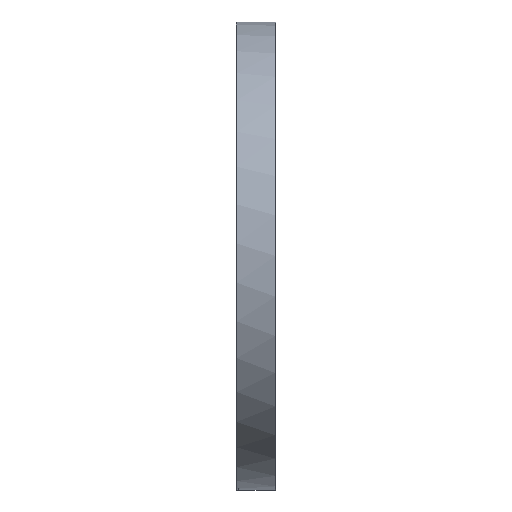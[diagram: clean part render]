
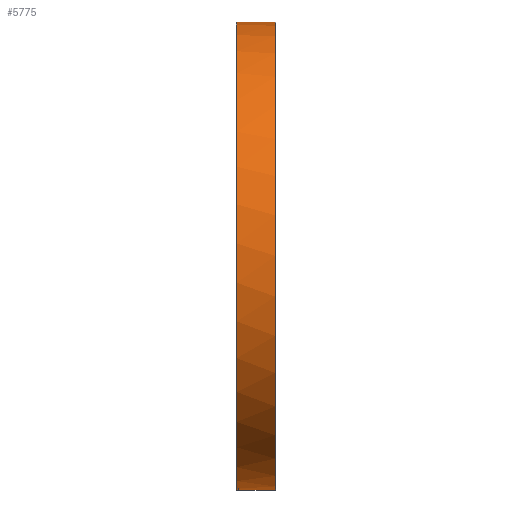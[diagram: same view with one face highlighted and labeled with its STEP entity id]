
A CAD part, left-side view. The second image highlights one B-rep face of the part: STEP entity #5775.
In plain terms, the highlighted cylindrical face has radius 153 mm (diameter 306 mm), a partial arc.
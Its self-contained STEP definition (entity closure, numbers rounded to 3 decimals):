
#177 = DIRECTION ( 'NONE',  ( 0., 0., -1. ) ) ;
#226 = FACE_OUTER_BOUND ( 'NONE', #5242, .T. ) ;
#238 = AXIS2_PLACEMENT_3D ( 'NONE', #2185, #2167, #2159 ) ;
#369 = ORIENTED_EDGE ( 'NONE', *, *, #1400, .T. ) ;
#808 = CARTESIAN_POINT ( 'NONE',  ( 0., 0.4, -153. ) ) ;
#885 = CARTESIAN_POINT ( 'NONE',  ( -16.489, 24.7, -152.109 ) ) ;
#934 = CARTESIAN_POINT ( 'NONE',  ( 0., 0.4, 153. ) ) ;
#936 = CARTESIAN_POINT ( 'NONE',  ( -13.503, 24.7, -152.403 ) ) ;
#998 = CIRCLE ( 'NONE', #1700, 153. ) ;
#1047 = ORIENTED_EDGE ( 'NONE', *, *, #2831, .T. ) ;
#1234 = CARTESIAN_POINT ( 'NONE',  ( 0., 25.6, 153. ) ) ;
#1267 = CIRCLE ( 'NONE', #238, 153. ) ;
#1400 = EDGE_CURVE ( 'NONE', #1484, #4289, #998, .T. ) ;
#1484 = VERTEX_POINT ( 'NONE', #1768 ) ;
#1520 = VERTEX_POINT ( 'NONE', #1234 ) ;
#1571 = VERTEX_POINT ( 'NONE', #936 ) ;
#1691 = AXIS2_PLACEMENT_3D ( 'NONE', #2288, #2283, #2278 ) ;
#1700 = AXIS2_PLACEMENT_3D ( 'NONE', #2172, #2165, #2157 ) ;
#1705 = EDGE_CURVE ( 'NONE', #1520, #4023, #5260, .T. ) ;
#1706 = EDGE_CURVE ( 'NONE', #4289, #3146, #2737, .T. ) ;
#1768 = CARTESIAN_POINT ( 'NONE',  ( -13.503, 25.6, -152.403 ) ) ;
#2144 = ORIENTED_EDGE ( 'NONE', *, *, #1706, .T. ) ;
#2157 = DIRECTION ( 'NONE',  ( 0., 0., -1. ) ) ;
#2159 = DIRECTION ( 'NONE',  ( 0., 0., 1. ) ) ;
#2165 = DIRECTION ( 'NONE',  ( 0., -1., 0. ) ) ;
#2167 = DIRECTION ( 'NONE',  ( 0., 1., 0. ) ) ;
#2172 = CARTESIAN_POINT ( 'NONE',  ( 0., 25.6, 0. ) ) ;
#2185 = CARTESIAN_POINT ( 'NONE',  ( 0., 0.4, 0. ) ) ;
#2230 = DIRECTION ( 'NONE',  ( 0., 1., 0. ) ) ;
#2240 = CARTESIAN_POINT ( 'NONE',  ( -13.503, 0., -152.403 ) ) ;
#2278 = DIRECTION ( 'NONE',  ( 0., 0., 1. ) ) ;
#2283 = DIRECTION ( 'NONE',  ( 0., 1., 0. ) ) ;
#2288 = CARTESIAN_POINT ( 'NONE',  ( 0., 24.7, 0. ) ) ;
#2323 = EDGE_CURVE ( 'NONE', #1520, #2701, #5192, .T. ) ;
#2332 = DIRECTION ( 'NONE',  ( 0., -1., 0. ) ) ;
#2348 = CARTESIAN_POINT ( 'NONE',  ( -16.489, 0., -152.109 ) ) ;
#2679 = VECTOR ( 'NONE', #2332, 1000. ) ;
#2701 = VERTEX_POINT ( 'NONE', #2919 ) ;
#2737 = LINE ( 'NONE', #3742, #4087 ) ;
#2799 = AXIS2_PLACEMENT_3D ( 'NONE', #5609, #6017, #177 ) ;
#2803 = EDGE_CURVE ( 'NONE', #2701, #3674, #4329, .T. ) ;
#2808 = EDGE_CURVE ( 'NONE', #1571, #3674, #5217, .T. ) ;
#2816 = EDGE_CURVE ( 'NONE', #1571, #1484, #4026, .T. ) ;
#2831 = EDGE_CURVE ( 'NONE', #3146, #4023, #1267, .T. ) ;
#2888 = VECTOR ( 'NONE', #3682, 1000. ) ;
#2919 = CARTESIAN_POINT ( 'NONE',  ( -16.489, 25.6, -152.109 ) ) ;
#3146 = VERTEX_POINT ( 'NONE', #808 ) ;
#3581 = DIRECTION ( 'NONE',  ( 0., -1., 0. ) ) ;
#3584 = ORIENTED_EDGE ( 'NONE', *, *, #2803, .T. ) ;
#3674 = VERTEX_POINT ( 'NONE', #885 ) ;
#3682 = DIRECTION ( 'NONE',  ( 0., -1., 0. ) ) ;
#3742 = CARTESIAN_POINT ( 'NONE',  ( 0., 0., -153. ) ) ;
#3745 = ORIENTED_EDGE ( 'NONE', *, *, #2808, .F. ) ;
#3877 = VECTOR ( 'NONE', #2230, 1000. ) ;
#4023 = VERTEX_POINT ( 'NONE', #934 ) ;
#4026 = LINE ( 'NONE', #2240, #3877 ) ;
#4049 = ORIENTED_EDGE ( 'NONE', *, *, #2816, .T. ) ;
#4087 = VECTOR ( 'NONE', #3581, 1000. ) ;
#4240 = CARTESIAN_POINT ( 'NONE',  ( 0., 25.6, -153. ) ) ;
#4289 = VERTEX_POINT ( 'NONE', #4240 ) ;
#4329 = LINE ( 'NONE', #2348, #2679 ) ;
#4749 = DIRECTION ( 'NONE',  ( 0., 0., -1. ) ) ;
#4751 = DIRECTION ( 'NONE',  ( 0., -1., 0. ) ) ;
#4758 = CARTESIAN_POINT ( 'NONE',  ( 0., 25.6, 0. ) ) ;
#5077 = AXIS2_PLACEMENT_3D ( 'NONE', #4758, #4751, #4749 ) ;
#5192 = CIRCLE ( 'NONE', #5077, 153. ) ;
#5217 = CIRCLE ( 'NONE', #1691, 153. ) ;
#5242 = EDGE_LOOP ( 'NONE', ( #5554, #5811, #3584, #3745, #4049, #369, #2144, #1047 ) ) ;
#5260 = LINE ( 'NONE', #5975, #2888 ) ;
#5554 = ORIENTED_EDGE ( 'NONE', *, *, #1705, .F. ) ;
#5609 = CARTESIAN_POINT ( 'NONE',  ( 0., 0., 0. ) ) ;
#5775 = ADVANCED_FACE ( 'NONE', ( #226 ), #6217, .T. ) ;
#5811 = ORIENTED_EDGE ( 'NONE', *, *, #2323, .T. ) ;
#5975 = CARTESIAN_POINT ( 'NONE',  ( 0., 0., 153. ) ) ;
#6017 = DIRECTION ( 'NONE',  ( 0., -1., 0. ) ) ;
#6217 = CYLINDRICAL_SURFACE ( 'NONE', #2799, 153. ) ;
